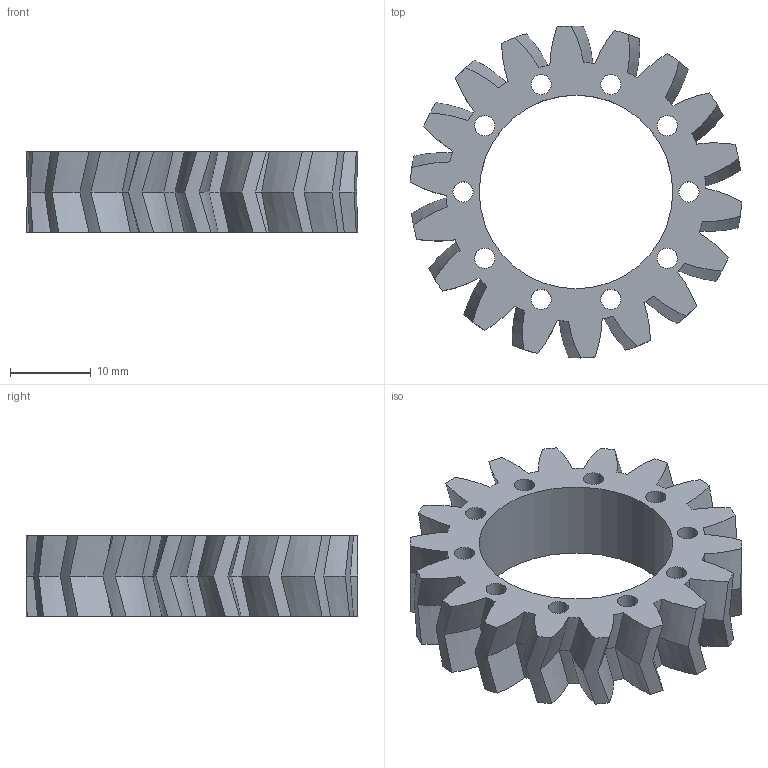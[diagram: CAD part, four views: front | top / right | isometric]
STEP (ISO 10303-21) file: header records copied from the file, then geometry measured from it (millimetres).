
FILE_DESCRIPTION(/* description */ (''),/* implementation_level */ '2;1');
FILE_NAME(/* name */ 'Spur Gear21.stp',/* time_stamp */ '2019-10-24T18:15:00-05:00',/* author */ ('Dell'),/* organization */ (''),/* preprocessor_version */ 'ST-DEVELOPER v16.5',/* originating_system */ 'Autodesk Inventor 2017',/* authorisation */ '');
FILE_SCHEMA (('AUTOMOTIVE_DESIGN { 1 0 10303 214 3 1 1 }'));
Length unit declared in the file: millimetre
Products named in the file (1): Spur Gear2
Bounding box: 41.08 x 41.14 x 10 mm (x, y, z)
Volume: 5740.7 mm3; surface area: 5039.9 mm2
Topology: 1 solids, 1 shells, 139 faces, 375 edges, 238 vertices
Faces by surface type: bspline 72, cylinder 65, plane 2
Full cylindrical faces by diameter (mm): 2.5 x10, 24 x1
Entity records: 5468 total; most frequent: CARTESIAN_POINT 2254, ORIENTED_EDGE 728, DIRECTION 576, EDGE_CURVE 364, AXIS2_PLACEMENT_3D 288, VERTEX_POINT 238, CIRCLE 220, EDGE_LOOP 172
